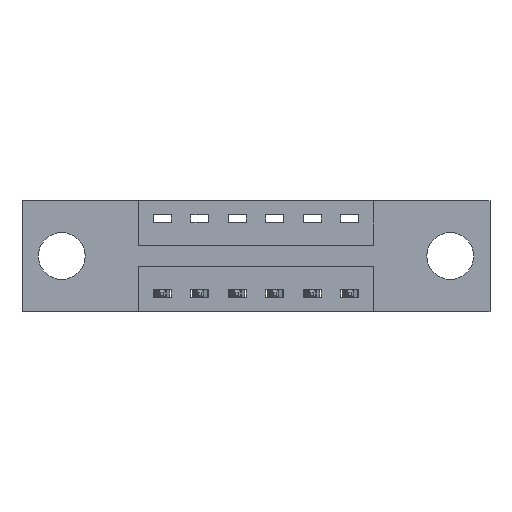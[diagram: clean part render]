
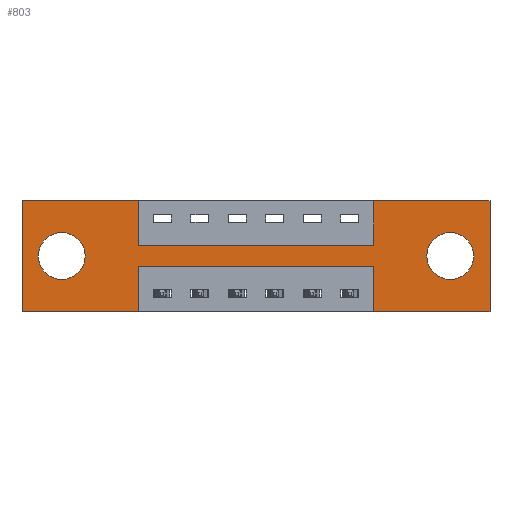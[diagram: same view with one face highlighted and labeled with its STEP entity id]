
A CAD part, front view. The second image highlights one B-rep face of the part: STEP entity #803.
In plain terms, the highlighted planar face has unit normal (0, -1, 0).
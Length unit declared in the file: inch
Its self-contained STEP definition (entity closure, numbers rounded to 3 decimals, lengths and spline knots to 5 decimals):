
#18 = LINE ( 'NONE', #5369, #8438 ) ;
#38 = LINE ( 'NONE', #4665, #6769 ) ;
#133 = CARTESIAN_POINT ( 'NONE',  ( 1.1725, 0., -0.37 ) ) ;
#178 = ORIENTED_EDGE ( 'NONE', *, *, #989, .F. ) ;
#259 = VERTEX_POINT ( 'NONE', #6008 ) ;
#310 = FACE_BOUND ( 'NONE', #321, .T. ) ;
#318 = EDGE_CURVE ( 'NONE', #8013, #681, #7453, .T. ) ;
#321 = EDGE_LOOP ( 'NONE', ( #1110, #361 ) ) ;
#330 = LINE ( 'NONE', #5296, #7219 ) ;
#361 = ORIENTED_EDGE ( 'NONE', *, *, #7352, .T. ) ;
#369 = ORIENTED_EDGE ( 'NONE', *, *, #1747, .F. ) ;
#401 = ORIENTED_EDGE ( 'NONE', *, *, #8502, .F. ) ;
#566 = ORIENTED_EDGE ( 'NONE', *, *, #4032, .T. ) ;
#572 = CARTESIAN_POINT ( 'NONE',  ( 0.1325, 0., -0.185 ) ) ;
#681 = VERTEX_POINT ( 'NONE', #6499 ) ;
#781 = DIRECTION ( 'NONE',  ( -1., 0., 0. ) ) ;
#803 = ADVANCED_FACE ( 'NONE', ( #310, #2168, #8007 ), #5775, .T. ) ;
#859 = CARTESIAN_POINT ( 'NONE',  ( 1.1725, 0., -0.15 ) ) ;
#869 = EDGE_LOOP ( 'NONE', ( #5295, #369, #401, #929, #1023, #1250, #1363, #2586, #3189, #3830, #7691, #178 ) ) ;
#929 = ORIENTED_EDGE ( 'NONE', *, *, #3024, .F. ) ;
#968 = CARTESIAN_POINT ( 'NONE',  ( 0.3875, 0., -0.22 ) ) ;
#989 = EDGE_CURVE ( 'NONE', #7003, #4049, #5989, .T. ) ;
#1021 = CIRCLE ( 'NONE', #5967, 0.078 ) ;
#1023 = ORIENTED_EDGE ( 'NONE', *, *, #6149, .F. ) ;
#1110 = ORIENTED_EDGE ( 'NONE', *, *, #1567, .T. ) ;
#1250 = ORIENTED_EDGE ( 'NONE', *, *, #7366, .F. ) ;
#1261 = DIRECTION ( 'NONE',  ( 0., 0., 1. ) ) ;
#1291 = DIRECTION ( 'NONE',  ( 0., 0., -1. ) ) ;
#1363 = ORIENTED_EDGE ( 'NONE', *, *, #3762, .F. ) ;
#1467 = DIRECTION ( 'NONE',  ( 0., 1., 0. ) ) ;
#1567 = EDGE_CURVE ( 'NONE', #6800, #7074, #3435, .T. ) ;
#1685 = VECTOR ( 'NONE', #2463, 39.37008 ) ;
#1689 = VERTEX_POINT ( 'NONE', #7668 ) ;
#1715 = VERTEX_POINT ( 'NONE', #133 ) ;
#1747 = EDGE_CURVE ( 'NONE', #3723, #8125, #5444, .T. ) ;
#1749 = VERTEX_POINT ( 'NONE', #2402 ) ;
#1753 = DIRECTION ( 'NONE',  ( 0., 0., 1. ) ) ;
#1833 = DIRECTION ( 'NONE',  ( 0., 0., -1. ) ) ;
#1853 = CARTESIAN_POINT ( 'NONE',  ( 1.4275, 0., -0.185 ) ) ;
#1878 = CIRCLE ( 'NONE', #5376, 0.078 ) ;
#1999 = CARTESIAN_POINT ( 'NONE',  ( 1.1725, 0., 0. ) ) ;
#2168 = FACE_BOUND ( 'NONE', #8293, .T. ) ;
#2244 = EDGE_CURVE ( 'NONE', #8125, #7003, #6767, .T. ) ;
#2279 = VECTOR ( 'NONE', #5202, 39.37008 ) ;
#2281 = CARTESIAN_POINT ( 'NONE',  ( 1.4275, 0., -0.263 ) ) ;
#2402 = CARTESIAN_POINT ( 'NONE',  ( 1.56, 0., 0. ) ) ;
#2454 = LINE ( 'NONE', #6937, #7665 ) ;
#2457 = VECTOR ( 'NONE', #8407, 39.37008 ) ;
#2463 = DIRECTION ( 'NONE',  ( -1., 0., 0. ) ) ;
#2548 = CARTESIAN_POINT ( 'NONE',  ( 0.3875, 0., -0.22 ) ) ;
#2574 = DIRECTION ( 'NONE',  ( 0., 0., -1. ) ) ;
#2586 = ORIENTED_EDGE ( 'NONE', *, *, #2880, .F. ) ;
#2626 = DIRECTION ( 'NONE',  ( 0., 0., -1. ) ) ;
#2728 = DIRECTION ( 'NONE',  ( 0., 0., 1. ) ) ;
#2880 = EDGE_CURVE ( 'NONE', #259, #7700, #38, .T. ) ;
#2930 = DIRECTION ( 'NONE',  ( 0., 0., -1. ) ) ;
#2983 = LINE ( 'NONE', #7292, #6279 ) ;
#3024 = EDGE_CURVE ( 'NONE', #1689, #1715, #7279, .T. ) ;
#3173 = LINE ( 'NONE', #6376, #8528 ) ;
#3189 = ORIENTED_EDGE ( 'NONE', *, *, #8304, .F. ) ;
#3309 = VECTOR ( 'NONE', #2626, 39.37008 ) ;
#3435 = CIRCLE ( 'NONE', #8139, 0.078 ) ;
#3459 = EDGE_CURVE ( 'NONE', #4049, #3837, #2983, .T. ) ;
#3723 = VERTEX_POINT ( 'NONE', #6884 ) ;
#3748 = CARTESIAN_POINT ( 'NONE',  ( 0.1325, 0., -0.263 ) ) ;
#3762 = EDGE_CURVE ( 'NONE', #7700, #4080, #2454, .T. ) ;
#3830 = ORIENTED_EDGE ( 'NONE', *, *, #4332, .F. ) ;
#3837 = VERTEX_POINT ( 'NONE', #5026 ) ;
#3894 = CARTESIAN_POINT ( 'NONE',  ( 0.1325, 0., -0.185 ) ) ;
#4014 = CARTESIAN_POINT ( 'NONE',  ( 0., 0., -0.37 ) ) ;
#4032 = EDGE_CURVE ( 'NONE', #681, #8013, #1878, .T. ) ;
#4049 = VERTEX_POINT ( 'NONE', #4014 ) ;
#4080 = VERTEX_POINT ( 'NONE', #1999 ) ;
#4228 = LINE ( 'NONE', #5831, #2457 ) ;
#4332 = EDGE_CURVE ( 'NONE', #3837, #7540, #3173, .T. ) ;
#4340 = CARTESIAN_POINT ( 'NONE',  ( 1.4275, 0., -0.185 ) ) ;
#4343 = DIRECTION ( 'NONE',  ( 0., 0., 1. ) ) ;
#4412 = ORIENTED_EDGE ( 'NONE', *, *, #318, .T. ) ;
#4665 = CARTESIAN_POINT ( 'NONE',  ( 0.3875, 0., -0.15 ) ) ;
#4945 = DIRECTION ( 'NONE',  ( 1., 0., 0. ) ) ;
#4979 = DIRECTION ( 'NONE',  ( 0., 1., 0. ) ) ;
#5026 = CARTESIAN_POINT ( 'NONE',  ( 0., 0., 0. ) ) ;
#5045 = CARTESIAN_POINT ( 'NONE',  ( 0., 0., -0.37 ) ) ;
#5202 = DIRECTION ( 'NONE',  ( -1., 0., 0. ) ) ;
#5270 = DIRECTION ( 'NONE',  ( 0., 1., 0. ) ) ;
#5295 = ORIENTED_EDGE ( 'NONE', *, *, #2244, .F. ) ;
#5296 = CARTESIAN_POINT ( 'NONE',  ( 1.56, 0., 0. ) ) ;
#5369 = CARTESIAN_POINT ( 'NONE',  ( 0.3875, 0., 0. ) ) ;
#5376 = AXIS2_PLACEMENT_3D ( 'NONE', #572, #5270, #1261 ) ;
#5413 = DIRECTION ( 'NONE',  ( 0., 0., 1. ) ) ;
#5417 = AXIS2_PLACEMENT_3D ( 'NONE', #5628, #7241, #2930 ) ;
#5444 = LINE ( 'NONE', #968, #1685 ) ;
#5525 = LINE ( 'NONE', #7054, #7051 ) ;
#5628 = CARTESIAN_POINT ( 'NONE',  ( 0., 0., -0.37 ) ) ;
#5775 = PLANE ( 'NONE',  #5417 ) ;
#5831 = CARTESIAN_POINT ( 'NONE',  ( 0., 0., 0. ) ) ;
#5967 = AXIS2_PLACEMENT_3D ( 'NONE', #1853, #6490, #2574 ) ;
#5989 = LINE ( 'NONE', #5045, #2279 ) ;
#6008 = CARTESIAN_POINT ( 'NONE',  ( 0.3875, 0., -0.15 ) ) ;
#6060 = DIRECTION ( 'NONE',  ( 0., 0., -1. ) ) ;
#6149 = EDGE_CURVE ( 'NONE', #1749, #1689, #330, .T. ) ;
#6163 = CARTESIAN_POINT ( 'NONE',  ( 0., 0., -0.37 ) ) ;
#6188 = CARTESIAN_POINT ( 'NONE',  ( 0.3875, 0., -0.37 ) ) ;
#6279 = VECTOR ( 'NONE', #2728, 39.37008 ) ;
#6376 = CARTESIAN_POINT ( 'NONE',  ( 0., 0., 0. ) ) ;
#6490 = DIRECTION ( 'NONE',  ( 0., 1., 0. ) ) ;
#6499 = CARTESIAN_POINT ( 'NONE',  ( 0.1325, 0., -0.107 ) ) ;
#6538 = CARTESIAN_POINT ( 'NONE',  ( 0.3875, 0., -0.37 ) ) ;
#6556 = CARTESIAN_POINT ( 'NONE',  ( 1.4275, 0., -0.107 ) ) ;
#6767 = LINE ( 'NONE', #6538, #3309 ) ;
#6769 = VECTOR ( 'NONE', #7249, 39.37008 ) ;
#6800 = VERTEX_POINT ( 'NONE', #6556 ) ;
#6884 = CARTESIAN_POINT ( 'NONE',  ( 1.1725, 0., -0.22 ) ) ;
#6937 = CARTESIAN_POINT ( 'NONE',  ( 1.1725, 0., 0. ) ) ;
#7003 = VERTEX_POINT ( 'NONE', #6188 ) ;
#7051 = VECTOR ( 'NONE', #1753, 39.37008 ) ;
#7054 = CARTESIAN_POINT ( 'NONE',  ( 1.1725, 0., -0.37 ) ) ;
#7073 = VECTOR ( 'NONE', #781, 39.37008 ) ;
#7074 = VERTEX_POINT ( 'NONE', #2281 ) ;
#7219 = VECTOR ( 'NONE', #1291, 39.37008 ) ;
#7241 = DIRECTION ( 'NONE',  ( 0., -1., 0. ) ) ;
#7249 = DIRECTION ( 'NONE',  ( 1., 0., 0. ) ) ;
#7279 = LINE ( 'NONE', #6163, #7073 ) ;
#7292 = CARTESIAN_POINT ( 'NONE',  ( 0., 0., 0. ) ) ;
#7352 = EDGE_CURVE ( 'NONE', #7074, #6800, #1021, .T. ) ;
#7366 = EDGE_CURVE ( 'NONE', #4080, #1749, #4228, .T. ) ;
#7453 = CIRCLE ( 'NONE', #7496, 0.078 ) ;
#7496 = AXIS2_PLACEMENT_3D ( 'NONE', #3894, #1467, #5413 ) ;
#7540 = VERTEX_POINT ( 'NONE', #7925 ) ;
#7665 = VECTOR ( 'NONE', #4343, 39.37008 ) ;
#7668 = CARTESIAN_POINT ( 'NONE',  ( 1.56, 0., -0.37 ) ) ;
#7691 = ORIENTED_EDGE ( 'NONE', *, *, #3459, .F. ) ;
#7700 = VERTEX_POINT ( 'NONE', #859 ) ;
#7925 = CARTESIAN_POINT ( 'NONE',  ( 0.3875, 0., 0. ) ) ;
#8007 = FACE_OUTER_BOUND ( 'NONE', #869, .T. ) ;
#8013 = VERTEX_POINT ( 'NONE', #3748 ) ;
#8125 = VERTEX_POINT ( 'NONE', #2548 ) ;
#8139 = AXIS2_PLACEMENT_3D ( 'NONE', #4340, #4979, #1833 ) ;
#8293 = EDGE_LOOP ( 'NONE', ( #566, #4412 ) ) ;
#8304 = EDGE_CURVE ( 'NONE', #7540, #259, #18, .T. ) ;
#8407 = DIRECTION ( 'NONE',  ( 1., 0., 0. ) ) ;
#8438 = VECTOR ( 'NONE', #6060, 39.37008 ) ;
#8502 = EDGE_CURVE ( 'NONE', #1715, #3723, #5525, .T. ) ;
#8528 = VECTOR ( 'NONE', #4945, 39.37008 ) ;
